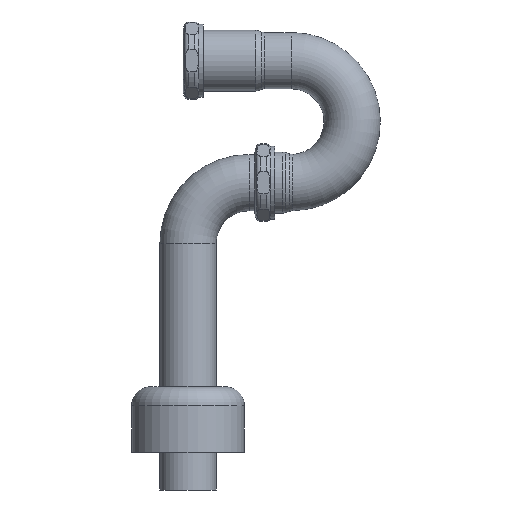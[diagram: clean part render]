
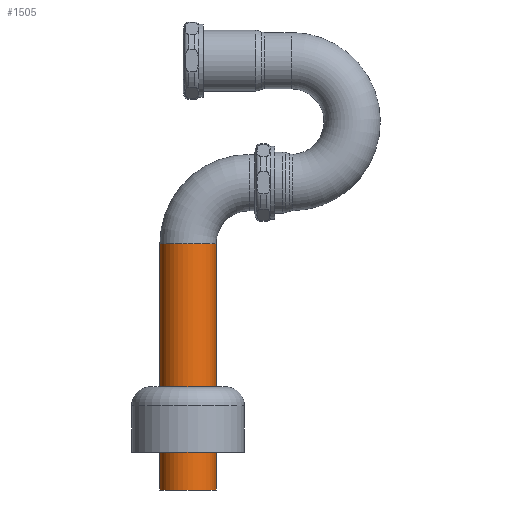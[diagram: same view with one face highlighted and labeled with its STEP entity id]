
A CAD part, left-side view. The second image highlights one B-rep face of the part: STEP entity #1505.
In plain terms, the highlighted cylindrical face has radius 19.05 mm (diameter 38.1 mm), a partial arc.
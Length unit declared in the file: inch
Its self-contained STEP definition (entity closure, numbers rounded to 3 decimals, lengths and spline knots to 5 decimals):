
#398=CARTESIAN_POINT('',(0.,2.7475,-3.25));
#399=DIRECTION('',(0.,0.,-1.));
#400=DIRECTION('',(0.,-1.,0.));
#401=AXIS2_PLACEMENT_3D('',#398,#399,#400);
#403=DIRECTION('',(0.,0.,-1.));
#404=VECTOR('',#403,6.5625);
#405=CARTESIAN_POINT('',(0.,3.4975,-3.25));
#406=LINE('',#405,#404);
#407=DIRECTION('',(0.,0.,1.));
#408=VECTOR('',#407,6.5625);
#409=CARTESIAN_POINT('',(0.,1.9975,-9.8125));
#410=LINE('',#409,#408);
#411=CARTESIAN_POINT('',(0.,2.7475,-9.8125));
#412=DIRECTION('',(0.,0.,-1.));
#413=DIRECTION('',(0.,-1.,0.));
#414=AXIS2_PLACEMENT_3D('',#411,#412,#413);
#687=CARTESIAN_POINT('',(0.,1.9975,-3.25));
#688=VERTEX_POINT('',#687);
#689=CARTESIAN_POINT('',(0.,3.4975,-3.25));
#690=VERTEX_POINT('',#689);
#691=CARTESIAN_POINT('',(0.,1.9975,-9.8125));
#692=CARTESIAN_POINT('',(0.,3.4975,-9.8125));
#693=VERTEX_POINT('',#691);
#694=VERTEX_POINT('',#692);
#1491=CARTESIAN_POINT('',(0.,2.7475,-3.11875));
#1492=DIRECTION('',(0.,0.,-1.));
#1493=DIRECTION('',(0.,-1.,0.));
#1494=AXIS2_PLACEMENT_3D('',#1491,#1492,#1493);
#1495=CYLINDRICAL_SURFACE('',#1494,0.75);
#1496=ORIENTED_EDGE('',*,*,#1485,.F.);
#1498=ORIENTED_EDGE('',*,*,#1497,.F.);
#1500=ORIENTED_EDGE('',*,*,#1499,.T.);
#1502=ORIENTED_EDGE('',*,*,#1501,.F.);
#1503=EDGE_LOOP('',(#1496,#1498,#1500,#1502));
#1504=FACE_OUTER_BOUND('',#1503,.F.);
#1505=ADVANCED_FACE('',(#1504),#1495,.T.);
#402=CIRCLE('',#401,0.75);
#415=CIRCLE('',#414,0.75);
#1485=EDGE_CURVE('',#688,#690,#402,.T.);
#1497=EDGE_CURVE('',#693,#688,#410,.T.);
#1499=EDGE_CURVE('',#693,#694,#415,.T.);
#1501=EDGE_CURVE('',#690,#694,#406,.T.);
